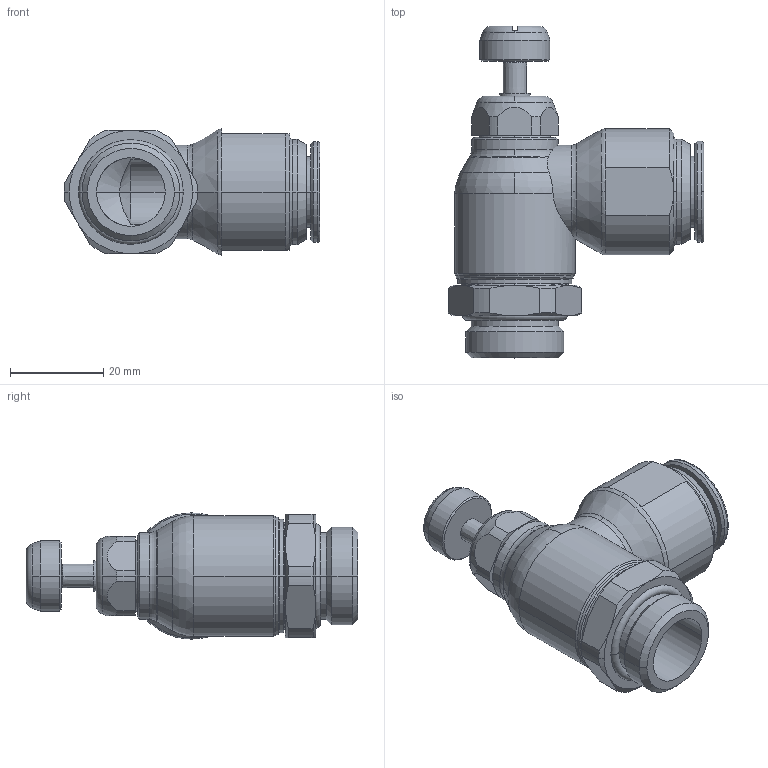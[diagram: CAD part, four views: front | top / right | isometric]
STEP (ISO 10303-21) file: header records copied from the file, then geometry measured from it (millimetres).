
FILE_DESCRIPTION(('STEP AP214'),'1');
FILE_NAME('7100_14_21.stp','2016-07-07T14:52:51',('TraceParts'),('TraceParts S.A.'),'Spatial InterOp 3D',' ',' ');
FILE_SCHEMA(('automotive_design'));
Length unit declared in the file: millimetre
Products named in the file (1): 1
Bounding box: 54.64 x 71 x 27 mm (x, y, z)
Volume: 26794.8 mm3; surface area: 11891.9 mm2
Topology: 1 solids, 1 shells, 167 faces, 408 edges, 253 vertices
Faces by surface type: cone 58, cylinder 50, plane 33, torus 26
Entity records: 5482 total; most frequent: CARTESIAN_POINT 1481, DIRECTION 921, ORIENTED_EDGE 816, EDGE_CURVE 408, AXIS2_PLACEMENT_3D 403, VERTEX_POINT 253, CIRCLE 235, EDGE_LOOP 179
